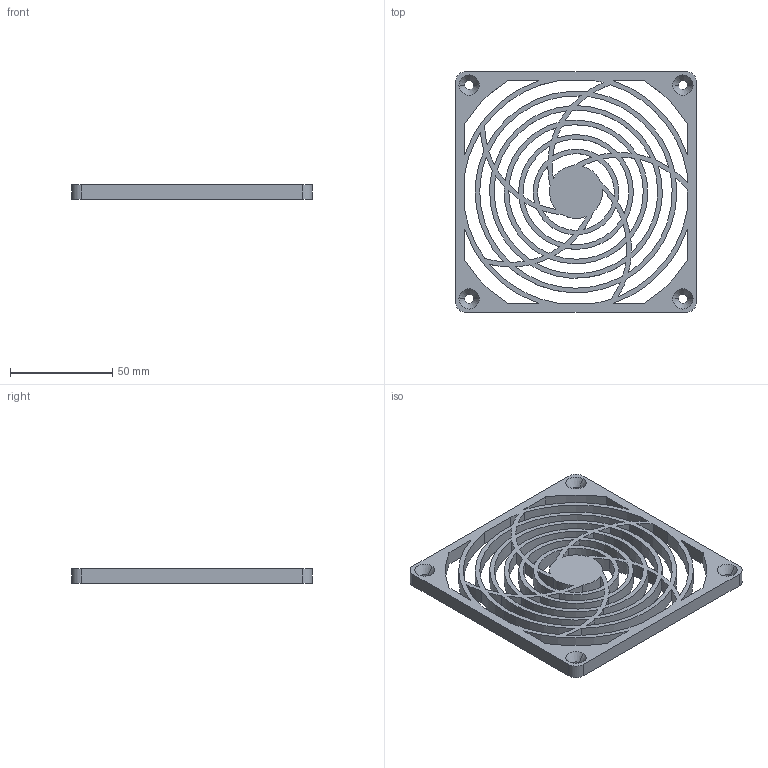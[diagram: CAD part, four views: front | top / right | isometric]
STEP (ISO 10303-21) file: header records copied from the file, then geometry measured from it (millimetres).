
FILE_DESCRIPTION (( 'STEP AP203' ), '1' );
FILE_NAME ('G120P.stp', '2023-04-03T15:56:29', ( '' ), ( '' ), 'SwSTEP 2.0', 'SolidWorks 2018', '' );
FILE_SCHEMA (( 'CONFIG_CONTROL_DESIGN' ));
Length unit declared in the file: millimetre
Products named in the file (1): G120P
Bounding box: 118 x 118 x 6.9 mm (x, y, z)
Volume: 45599.9 mm3; surface area: 41206 mm2
Topology: 5 solids, 5 shells, 202 faces, 572 edges, 376 vertices
Faces by surface type: cylinder 171, plane 23, cone 8
Entity records: 6967 total; most frequent: DIRECTION 1320, CARTESIAN_POINT 1151, ORIENTED_EDGE 1144, EDGE_CURVE 572, AXIS2_PLACEMENT_3D 545, VERTEX_POINT 376, CIRCLE 342, EDGE_LOOP 282
